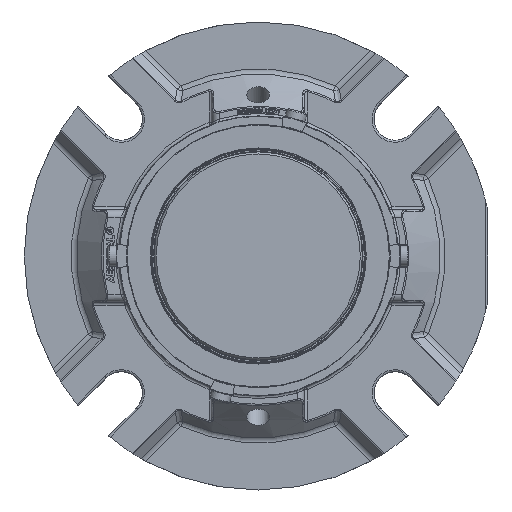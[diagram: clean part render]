
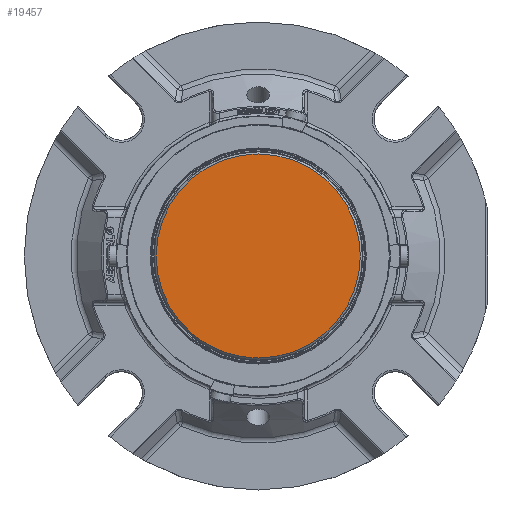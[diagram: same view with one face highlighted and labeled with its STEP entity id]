
A CAD part, left-side view. The second image highlights one B-rep face of the part: STEP entity #19457.
In plain terms, the highlighted planar face has unit normal (-1, 0, 0).
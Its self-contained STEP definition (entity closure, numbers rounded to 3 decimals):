
#2909=PLANE('',#27119);
#4074=ORIENTED_EDGE('',*,*,#8853,.T.);
#8853=EDGE_CURVE('',#11323,#11323,#13208,.F.);
#11323=VERTEX_POINT('',#36294);
#13208=CIRCLE('',#27120,49.809);
#14649=EDGE_LOOP('',(#4074));
#17040=FACE_BOUND('',#14649,.T.);
#19457=ADVANCED_FACE('',(#17040),#2909,.F.);
#27119=AXIS2_PLACEMENT_3D('',#36292,#30239,#30240);
#27120=AXIS2_PLACEMENT_3D('',#36293,#30241,#30242);
#30239=DIRECTION('',(1.,0.,0.));
#30240=DIRECTION('',(0.,0.,-1.));
#30241=DIRECTION('',(1.,0.,0.));
#30242=DIRECTION('',(0.,0.,-1.));
#36292=CARTESIAN_POINT('',(-139.7,0.,0.));
#36293=CARTESIAN_POINT('',(-139.7,0.,0.));
#36294=CARTESIAN_POINT('',(-139.7,0.,-49.809));
